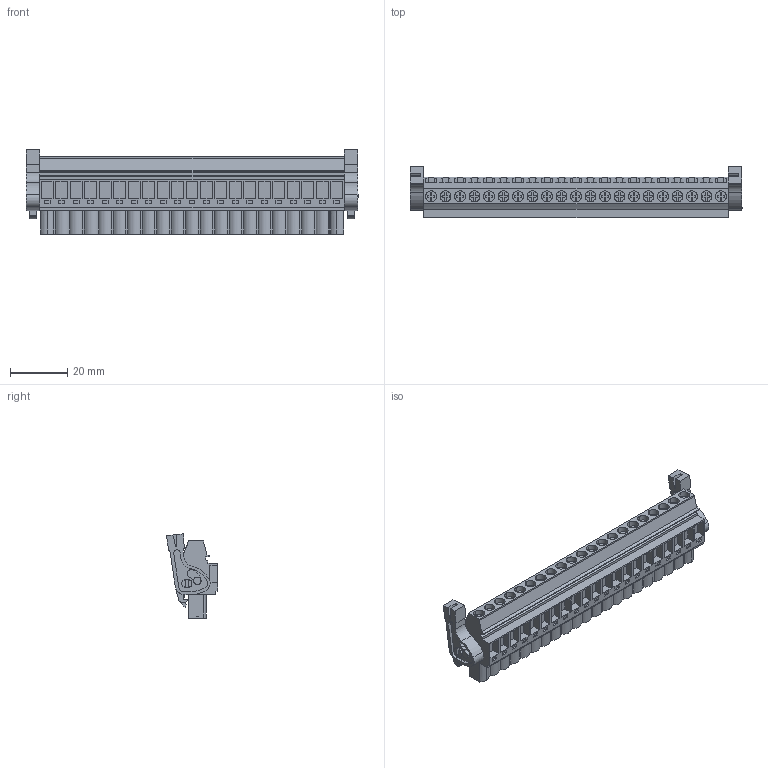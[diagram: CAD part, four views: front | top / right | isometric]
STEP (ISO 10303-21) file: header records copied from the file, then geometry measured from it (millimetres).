
FILE_DESCRIPTION(('CATIA V5 STEP','CAx-IF Rec.Pracs.--- Model Styling and Organization---1.2---2011-12-15'),'2;1');
FILE_NAME ('D1460110_0_1947720000_1947720000.stp','2017-09-09T10:42:28+00:00',('none'),('Weidmueller'),'CATIA Version 5-6 Release 2014','CATIA V5 STEP AP214','none');
FILE_SCHEMA(('AUTOMOTIVE_DESIGN { 1 0 10303 214 1 1 1 1 }'));
Length unit declared in the file: millimetre
Products named in the file (1): 1947720000
Bounding box: 116.38 x 17.88 x 29.56 mm (x, y, z)
Volume: 25385 mm3; surface area: 15772.5 mm2
Topology: 24 solids, 24 shells, 1494 faces, 4185 edges, 2834 vertices
Faces by surface type: plane 1231, cylinder 259, extrusion 4
Entity records: 45066 total; most frequent: CARTESIAN_POINT 8659, ORIENTED_EDGE 8370, DIRECTION 6013, EDGE_CURVE 4185, VECTOR 3559, LINE 3555, VERTEX_POINT 2834, EDGE_LOOP 1599
